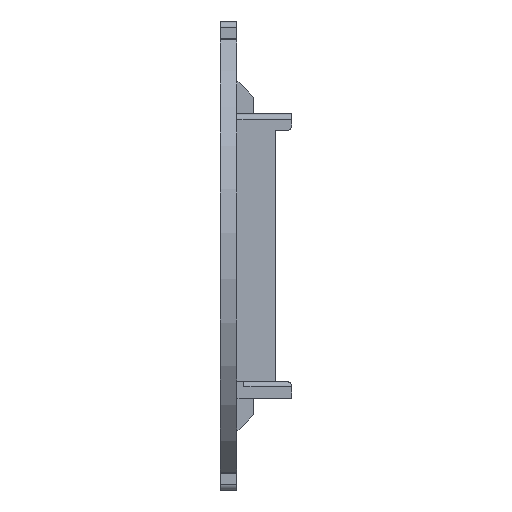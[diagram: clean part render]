
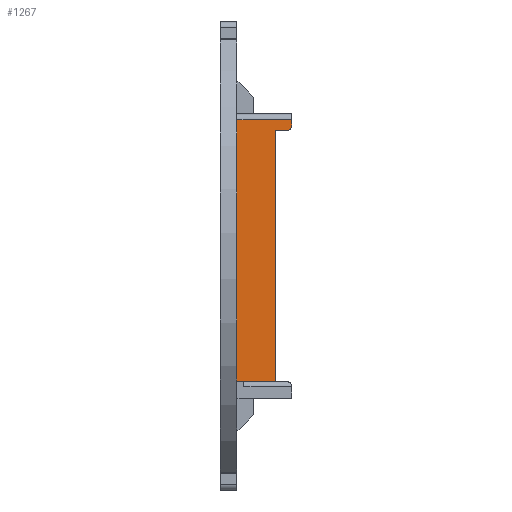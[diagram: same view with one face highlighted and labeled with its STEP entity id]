
A CAD part, left-side view. The second image highlights one B-rep face of the part: STEP entity #1267.
In plain terms, the highlighted planar face has unit normal (-1, 0, 0).
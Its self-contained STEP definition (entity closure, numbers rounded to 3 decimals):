
#22 = ORIENTED_EDGE ( 'NONE', *, *, #593, .F. ) ;
#35 = DIRECTION ( 'NONE',  ( 0., 1., 0. ) ) ;
#41 = VECTOR ( 'NONE', #512, 1000. ) ;
#77 = DIRECTION ( 'NONE',  ( 0., 0., -1. ) ) ;
#140 = ORIENTED_EDGE ( 'NONE', *, *, #1829, .F. ) ;
#165 = LINE ( 'NONE', #2351, #41 ) ;
#280 = FACE_OUTER_BOUND ( 'NONE', #490, .T. ) ;
#293 = DIRECTION ( 'NONE',  ( 0., 1., 0. ) ) ;
#307 = EDGE_CURVE ( 'NONE', #930, #658, #777, .T. ) ;
#350 = ORIENTED_EDGE ( 'NONE', *, *, #1573, .T. ) ;
#371 = VECTOR ( 'NONE', #77, 1000. ) ;
#414 = VECTOR ( 'NONE', #293, 1000. ) ;
#444 = VERTEX_POINT ( 'NONE', #1321 ) ;
#482 = CARTESIAN_POINT ( 'NONE',  ( -34., -8.85, 23.5 ) ) ;
#485 = CARTESIAN_POINT ( 'NONE',  ( -34., 0., -22.5 ) ) ;
#490 = EDGE_LOOP ( 'NONE', ( #140, #621, #22, #350, #1831, #774, #1576 ) ) ;
#512 = DIRECTION ( 'NONE',  ( 0., 0., -1. ) ) ;
#527 = DIRECTION ( 'NONE',  ( 1., 0., 0. ) ) ;
#593 = EDGE_CURVE ( 'NONE', #2125, #2327, #1878, .T. ) ;
#621 = ORIENTED_EDGE ( 'NONE', *, *, #1867, .T. ) ;
#656 = AXIS2_PLACEMENT_3D ( 'NONE', #1626, #527, #1810 ) ;
#658 = VERTEX_POINT ( 'NONE', #485 ) ;
#666 = CARTESIAN_POINT ( 'NONE',  ( -34., -9.85, 23.5 ) ) ;
#670 = DIRECTION ( 'NONE',  ( 0., 0., -1. ) ) ;
#701 = LINE ( 'NONE', #2334, #1142 ) ;
#774 = ORIENTED_EDGE ( 'NONE', *, *, #307, .F. ) ;
#777 = LINE ( 'NONE', #1456, #1689 ) ;
#917 = LINE ( 'NONE', #1566, #414 ) ;
#930 = VERTEX_POINT ( 'NONE', #2256 ) ;
#971 = CARTESIAN_POINT ( 'NONE',  ( -34., -9.85, 24.5 ) ) ;
#1002 = CARTESIAN_POINT ( 'NONE',  ( -34., -9.85, 22.5 ) ) ;
#1142 = VECTOR ( 'NONE', #1596, 1000. ) ;
#1267 = ADVANCED_FACE ( 'NONE', ( #280 ), #2367, .F. ) ;
#1300 = EDGE_CURVE ( 'NONE', #1855, #930, #701, .T. ) ;
#1321 = CARTESIAN_POINT ( 'NONE',  ( -34., 0., 24.5 ) ) ;
#1359 = EDGE_CURVE ( 'NONE', #444, #658, #165, .T. ) ;
#1419 = LINE ( 'NONE', #1858, #2345 ) ;
#1427 = AXIS2_PLACEMENT_3D ( 'NONE', #482, #1765, #670 ) ;
#1456 = CARTESIAN_POINT ( 'NONE',  ( -34., -6.85, -22.5 ) ) ;
#1566 = CARTESIAN_POINT ( 'NONE',  ( -34., -9.85, 22.5 ) ) ;
#1573 = EDGE_CURVE ( 'NONE', #2125, #444, #1419, .T. ) ;
#1576 = ORIENTED_EDGE ( 'NONE', *, *, #1300, .F. ) ;
#1596 = DIRECTION ( 'NONE',  ( 0., 0., -1. ) ) ;
#1626 = CARTESIAN_POINT ( 'NONE',  ( -34., -6.85, 22.5 ) ) ;
#1689 = VECTOR ( 'NONE', #1999, 1000. ) ;
#1755 = CIRCLE ( 'NONE', #1427, 1. ) ;
#1765 = DIRECTION ( 'NONE',  ( -1., 0., 0. ) ) ;
#1810 = DIRECTION ( 'NONE',  ( 0., 0., -1. ) ) ;
#1829 = EDGE_CURVE ( 'NONE', #2066, #1855, #917, .T. ) ;
#1831 = ORIENTED_EDGE ( 'NONE', *, *, #1359, .T. ) ;
#1855 = VERTEX_POINT ( 'NONE', #2312 ) ;
#1858 = CARTESIAN_POINT ( 'NONE',  ( -34., -6.85, 24.5 ) ) ;
#1867 = EDGE_CURVE ( 'NONE', #2066, #2327, #1755, .T. ) ;
#1878 = LINE ( 'NONE', #1002, #371 ) ;
#1999 = DIRECTION ( 'NONE',  ( 0., 1., 0. ) ) ;
#2066 = VERTEX_POINT ( 'NONE', #2225 ) ;
#2125 = VERTEX_POINT ( 'NONE', #971 ) ;
#2225 = CARTESIAN_POINT ( 'NONE',  ( -34., -8.85, 22.5 ) ) ;
#2256 = CARTESIAN_POINT ( 'NONE',  ( -34., -6.85, -22.5 ) ) ;
#2312 = CARTESIAN_POINT ( 'NONE',  ( -34., -6.85, 22.5 ) ) ;
#2327 = VERTEX_POINT ( 'NONE', #666 ) ;
#2334 = CARTESIAN_POINT ( 'NONE',  ( -34., -6.85, 22.5 ) ) ;
#2345 = VECTOR ( 'NONE', #35, 1000. ) ;
#2351 = CARTESIAN_POINT ( 'NONE',  ( -34., 0., 22.5 ) ) ;
#2367 = PLANE ( 'NONE',  #656 ) ;
